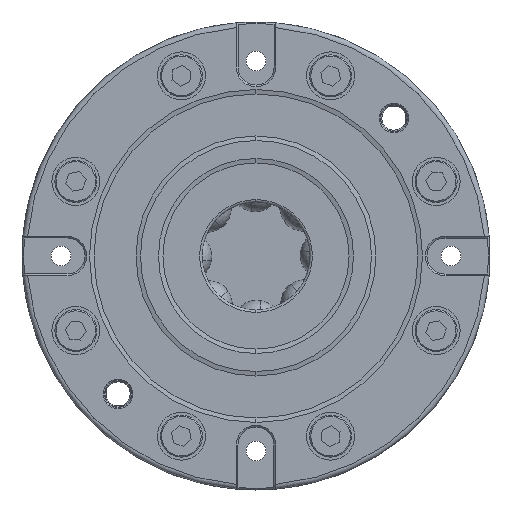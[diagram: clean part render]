
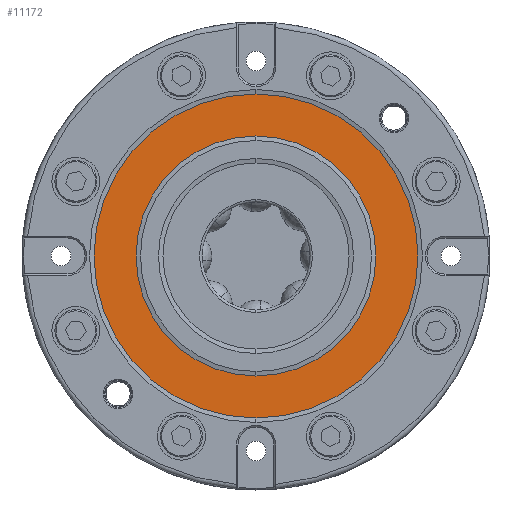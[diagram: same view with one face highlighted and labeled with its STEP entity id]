
A CAD part, front view. The second image highlights one B-rep face of the part: STEP entity #11172.
In plain terms, the highlighted planar face has unit normal (0, -1, 0).
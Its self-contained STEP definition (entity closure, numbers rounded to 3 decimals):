
#31 = DIRECTION ( 'NONE',  ( 0., 1., 0. ) ) ;
#1770 = VERTEX_POINT ( 'NONE', #17856 ) ;
#1891 = CARTESIAN_POINT ( 'NONE',  ( 20.162, -54.072, -44.661 ) ) ;
#2048 = ORIENTED_EDGE ( 'NONE', *, *, #13017, .F. ) ;
#2070 = DIRECTION ( 'NONE',  ( 0., 1., 0. ) ) ;
#3492 = EDGE_CURVE ( 'NONE', #1770, #17150, #8289, .T. ) ;
#3930 = AXIS2_PLACEMENT_3D ( 'NONE', #6717, #2070, #14547 ) ;
#4995 = ORIENTED_EDGE ( 'NONE', *, *, #3492, .F. ) ;
#5282 = CIRCLE ( 'NONE', #15311, 27. ) ;
#5629 = AXIS2_PLACEMENT_3D ( 'NONE', #16374, #8469, #11760 ) ;
#6218 = CARTESIAN_POINT ( 'NONE',  ( 20.162, -54.072, -37.661 ) ) ;
#6717 = CARTESIAN_POINT ( 'NONE',  ( 20.162, -54.072, -64.661 ) ) ;
#7681 = CARTESIAN_POINT ( 'NONE',  ( 0.162, -54.072, -64.661 ) ) ;
#7763 = EDGE_CURVE ( 'NONE', #11784, #16781, #7852, .T. ) ;
#7852 = CIRCLE ( 'NONE', #12407, 20. ) ;
#8169 = EDGE_LOOP ( 'NONE', ( #11864, #18068 ) ) ;
#8284 = DIRECTION ( 'NONE',  ( 0., 1., 0. ) ) ;
#8289 = CIRCLE ( 'NONE', #3930, 27. ) ;
#8469 = DIRECTION ( 'NONE',  ( 0., 1., 0. ) ) ;
#8952 = CARTESIAN_POINT ( 'NONE',  ( 20.162, -54.072, -84.661 ) ) ;
#9789 = CARTESIAN_POINT ( 'NONE',  ( 20.162, -54.072, -64.661 ) ) ;
#9934 = FACE_BOUND ( 'NONE', #8169, .T. ) ;
#10265 = CIRCLE ( 'NONE', #5629, 20. ) ;
#11172 = ADVANCED_FACE ( 'NONE', ( #16338, #9934 ), #15366, .T. ) ;
#11760 = DIRECTION ( 'NONE',  ( 0., 0., 1. ) ) ;
#11784 = VERTEX_POINT ( 'NONE', #8952 ) ;
#11864 = ORIENTED_EDGE ( 'NONE', *, *, #18030, .T. ) ;
#12356 = DIRECTION ( 'NONE',  ( 0., -1., 0. ) ) ;
#12407 = AXIS2_PLACEMENT_3D ( 'NONE', #9789, #8284, #19237 ) ;
#12713 = DIRECTION ( 'NONE',  ( 0., 0., 1. ) ) ;
#12930 = EDGE_LOOP ( 'NONE', ( #4995, #2048 ) ) ;
#13017 = EDGE_CURVE ( 'NONE', #17150, #1770, #5282, .T. ) ;
#14162 = CARTESIAN_POINT ( 'NONE',  ( 20.162, -54.072, -64.661 ) ) ;
#14547 = DIRECTION ( 'NONE',  ( 0., 0., 1. ) ) ;
#15311 = AXIS2_PLACEMENT_3D ( 'NONE', #14162, #31, #12713 ) ;
#15366 = PLANE ( 'NONE',  #19874 ) ;
#16338 = FACE_OUTER_BOUND ( 'NONE', #12930, .T. ) ;
#16374 = CARTESIAN_POINT ( 'NONE',  ( 20.162, -54.072, -64.661 ) ) ;
#16781 = VERTEX_POINT ( 'NONE', #1891 ) ;
#17150 = VERTEX_POINT ( 'NONE', #6218 ) ;
#17856 = CARTESIAN_POINT ( 'NONE',  ( 20.162, -54.072, -91.661 ) ) ;
#18030 = EDGE_CURVE ( 'NONE', #16781, #11784, #10265, .T. ) ;
#18068 = ORIENTED_EDGE ( 'NONE', *, *, #7763, .T. ) ;
#18778 = DIRECTION ( 'NONE',  ( 0., 0., -1. ) ) ;
#19237 = DIRECTION ( 'NONE',  ( 0., 0., 1. ) ) ;
#19874 = AXIS2_PLACEMENT_3D ( 'NONE', #7681, #12356, #18778 ) ;
